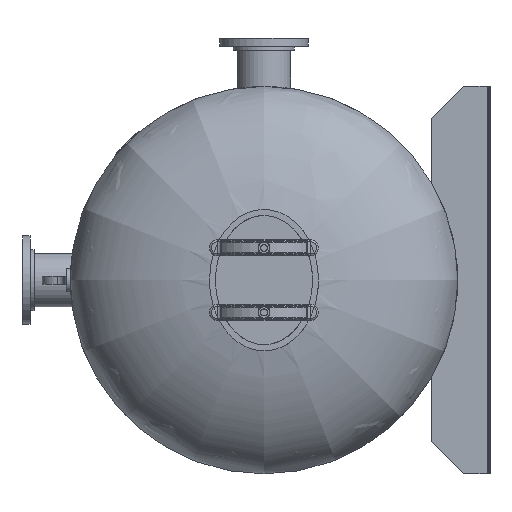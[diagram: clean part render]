
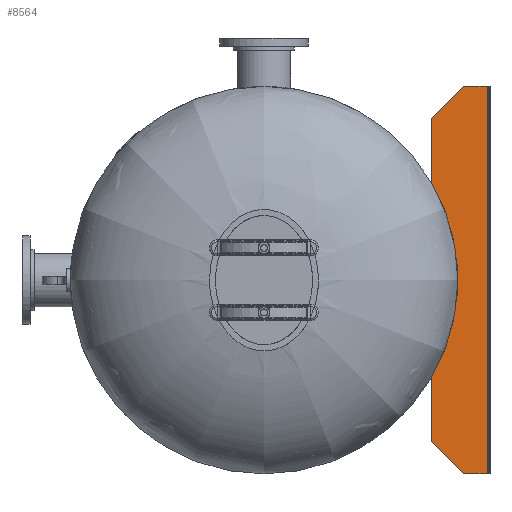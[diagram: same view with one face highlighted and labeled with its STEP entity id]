
A CAD part, left-side view. The second image highlights one B-rep face of the part: STEP entity #8564.
In plain terms, the highlighted face is planar.
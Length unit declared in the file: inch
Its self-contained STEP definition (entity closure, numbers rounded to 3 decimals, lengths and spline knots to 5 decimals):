
#1233=FACE_OUTER_BOUND('',#1752,.T.);
#1752=EDGE_LOOP('',(#7562,#7563,#7564,#7565,#7566,#7567,#7568,#7569));
#2174=CIRCLE('',#9597,24.);
#2793=LINE('',#18025,#3438);
#2794=LINE('',#18027,#3439);
#2795=LINE('',#18029,#3440);
#2796=LINE('',#18031,#3441);
#2797=LINE('',#18033,#3442);
#2798=LINE('',#18035,#3443);
#2799=LINE('',#18036,#3444);
#3438=VECTOR('',#11674,0.3937);
#3439=VECTOR('',#11675,0.3937);
#3440=VECTOR('',#11676,0.3937);
#3441=VECTOR('',#11677,0.3937);
#3442=VECTOR('',#11678,0.22832);
#3443=VECTOR('',#11679,0.3937);
#3444=VECTOR('',#11680,0.3937);
#4215=VERTEX_POINT('',#18016);
#4217=VERTEX_POINT('',#18020);
#4218=VERTEX_POINT('',#18024);
#4219=VERTEX_POINT('',#18026);
#4220=VERTEX_POINT('',#18028);
#4221=VERTEX_POINT('',#18030);
#4222=VERTEX_POINT('',#18032);
#4223=VERTEX_POINT('',#18034);
#5360=EDGE_CURVE('',#4215,#4217,#2174,.T.);
#5361=EDGE_CURVE('',#4218,#4217,#2793,.T.);
#5362=EDGE_CURVE('',#4219,#4218,#2794,.T.);
#5363=EDGE_CURVE('',#4220,#4219,#2795,.T.);
#5364=EDGE_CURVE('',#4220,#4221,#2796,.T.);
#5365=EDGE_CURVE('',#4222,#4221,#2797,.T.);
#5366=EDGE_CURVE('',#4223,#4222,#2798,.T.);
#5367=EDGE_CURVE('',#4215,#4223,#2799,.T.);
#7562=ORIENTED_EDGE('',*,*,#5360,.T.);
#7563=ORIENTED_EDGE('',*,*,#5361,.F.);
#7564=ORIENTED_EDGE('',*,*,#5362,.F.);
#7565=ORIENTED_EDGE('',*,*,#5363,.F.);
#7566=ORIENTED_EDGE('',*,*,#5364,.T.);
#7567=ORIENTED_EDGE('',*,*,#5365,.F.);
#7568=ORIENTED_EDGE('',*,*,#5366,.F.);
#7569=ORIENTED_EDGE('',*,*,#5367,.F.);
#8136=PLANE('',#9598);
#8564=ADVANCED_FACE('',(#1233),#8136,.F.);
#9597=AXIS2_PLACEMENT_3D('',#18022,#11670,#11671);
#9598=AXIS2_PLACEMENT_3D('',#18023,#11672,#11673);
#11670=DIRECTION('center_axis',(0.,1.,0.));
#11671=DIRECTION('ref_axis',(-1.,0.,0.));
#11672=DIRECTION('center_axis',(0.,1.,0.));
#11673=DIRECTION('ref_axis',(1.,0.,0.));
#11674=DIRECTION('',(1.,0.,0.));
#11675=DIRECTION('',(0.707,0.,0.707));
#11676=DIRECTION('',(0.,0.,1.));
#11677=DIRECTION('',(1.,0.,0.));
#11678=DIRECTION('',(0.,0.,-1.));
#11679=DIRECTION('',(0.707,0.,-0.707));
#11680=DIRECTION('',(1.,0.,0.));
#18016=CARTESIAN_POINT('',(12.05975,-2.,7.25));
#18020=CARTESIAN_POINT('',(-12.05975,-2.,7.25));
#18022=CARTESIAN_POINT('Origin',(0.,-2.,28.));
#18023=CARTESIAN_POINT('Origin',(0.,-2.,3.62498));
#18024=CARTESIAN_POINT('',(-20.,-2.,7.25));
#18025=CARTESIAN_POINT('',(-24.,-2.,7.25));
#18026=CARTESIAN_POINT('',(-24.,-2.,3.25));
#18027=CARTESIAN_POINT('',(-16.90626,-2.,10.34374));
#18028=CARTESIAN_POINT('',(-24.,-2.,0.3586));
#18029=CARTESIAN_POINT('',(-24.,-2.,0.3586));
#18030=CARTESIAN_POINT('',(24.,-2.,0.3586));
#18031=CARTESIAN_POINT('',(0.,-2.,0.3586));
#18032=CARTESIAN_POINT('',(24.,-2.,3.25));
#18033=CARTESIAN_POINT('',(24.,-2.,-0.35869));
#18034=CARTESIAN_POINT('',(20.,-2.,7.25));
#18035=CARTESIAN_POINT('',(16.90626,-2.,10.34374));
#18036=CARTESIAN_POINT('',(-24.,-2.,7.25));
